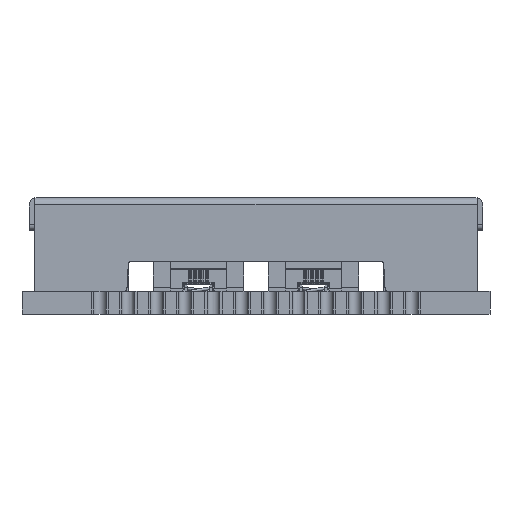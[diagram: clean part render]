
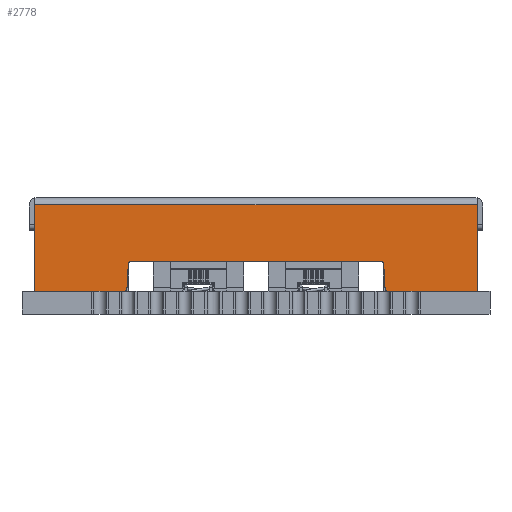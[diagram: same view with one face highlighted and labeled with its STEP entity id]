
A CAD part, front view. The second image highlights one B-rep face of the part: STEP entity #2778.
In plain terms, the highlighted face is planar.
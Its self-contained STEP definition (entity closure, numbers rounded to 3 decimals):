
#2778 = ADVANCED_FACE( '', ( #5562 ), #5563, .F. );
#5562 = FACE_OUTER_BOUND( '', #10665, .T. );
#5563 = PLANE( '', #10666 );
#10665 = EDGE_LOOP( '', ( #20845, #20846, #20847, #20848, #20849, #20850, #20851, #20852, #20853, #20854, #20855, #20856 ) );
#10666 = AXIS2_PLACEMENT_3D( '', #20857, #20858, #20859 );
#20845 = ORIENTED_EDGE( '', *, *, #26968, .T. );
#20846 = ORIENTED_EDGE( '', *, *, #26969, .T. );
#20847 = ORIENTED_EDGE( '', *, *, #26505, .F. );
#20848 = ORIENTED_EDGE( '', *, *, #26970, .F. );
#20849 = ORIENTED_EDGE( '', *, *, #26971, .T. );
#20850 = ORIENTED_EDGE( '', *, *, #26972, .T. );
#20851 = ORIENTED_EDGE( '', *, *, #26973, .F. );
#20852 = ORIENTED_EDGE( '', *, *, #26974, .T. );
#20853 = ORIENTED_EDGE( '', *, *, #26975, .T. );
#20854 = ORIENTED_EDGE( '', *, *, #26976, .T. );
#20855 = ORIENTED_EDGE( '', *, *, #26977, .T. );
#20856 = ORIENTED_EDGE( '', *, *, #26132, .T. );
#20857 = CARTESIAN_POINT( '', ( 4.5, 7.8, 1.65 ) );
#20858 = DIRECTION( '', ( -1., 0., 0. ) );
#20859 = DIRECTION( '', ( 0., 0., 1. ) );
#26132 = EDGE_CURVE( '', #29618, #29616, #29619, .T. );
#26505 = EDGE_CURVE( '', #30202, #30203, #30204, .T. );
#26968 = EDGE_CURVE( '', #29616, #30916, #30917, .T. );
#26969 = EDGE_CURVE( '', #30916, #30203, #30918, .F. );
#26970 = EDGE_CURVE( '', #30919, #30202, #30920, .T. );
#26971 = EDGE_CURVE( '', #30919, #30921, #30922, .T. );
#26972 = EDGE_CURVE( '', #30921, #30923, #30924, .T. );
#26973 = EDGE_CURVE( '', #30925, #30923, #30926, .T. );
#26974 = EDGE_CURVE( '', #30925, #30927, #30928, .F. );
#26975 = EDGE_CURVE( '', #30927, #30929, #30930, .T. );
#26976 = EDGE_CURVE( '', #30929, #30931, #30932, .T. );
#26977 = EDGE_CURVE( '', #30931, #29618, #30933, .T. );
#29616 = VERTEX_POINT( '', #34477 );
#29618 = VERTEX_POINT( '', #34480 );
#29619 = CIRCLE( '', #34481, 0.1 );
#30202 = VERTEX_POINT( '', #35278 );
#30203 = VERTEX_POINT( '', #35279 );
#30204 = LINE( '', #35280, #35281 );
#30916 = VERTEX_POINT( '', #36430 );
#30917 = LINE( '', #36431, #36432 );
#30918 = CIRCLE( '', #36433, 0.1 );
#30919 = VERTEX_POINT( '', #36434 );
#30920 = LINE( '', #36435, #36436 );
#30921 = VERTEX_POINT( '', #36437 );
#30922 = LINE( '', #36438, #36439 );
#30923 = VERTEX_POINT( '', #36440 );
#30924 = LINE( '', #36441, #36442 );
#30925 = VERTEX_POINT( '', #36443 );
#30926 = LINE( '', #36444, #36445 );
#30927 = VERTEX_POINT( '', #36446 );
#30928 = CIRCLE( '', #36447, 0.1 );
#30929 = VERTEX_POINT( '', #36448 );
#30930 = LINE( '', #36449, #36450 );
#30931 = VERTEX_POINT( '', #36451 );
#30932 = CIRCLE( '', #36452, 0.1 );
#30933 = LINE( '', #36453, #36454 );
#34477 = CARTESIAN_POINT( '', ( 4.5, 4.505, -0.685 ) );
#34480 = CARTESIAN_POINT( '', ( 4.5, 4.405, -0.59 ) );
#34481 = AXIS2_PLACEMENT_3D( '', #39630, #39631, #39632 );
#35278 = CARTESIAN_POINT( '', ( 4.5, 7.8, -1.65 ) );
#35279 = CARTESIAN_POINT( '', ( 4.5, 4.65, -1.65 ) );
#35280 = CARTESIAN_POINT( '', ( 4.5, 7.8, -1.65 ) );
#35281 = VECTOR( '', #40074, 1000. );
#36430 = CARTESIAN_POINT( '', ( 4.5, 4.55, -1.555 ) );
#36431 = CARTESIAN_POINT( '', ( 4.5, 4.5, -0.59 ) );
#36432 = VECTOR( '', #40587, 1000. );
#36433 = AXIS2_PLACEMENT_3D( '', #40588, #40589, #40590 );
#36434 = CARTESIAN_POINT( '', ( 4.5, 7.8, 1.4 ) );
#36435 = CARTESIAN_POINT( '', ( 4.5, 7.8, 1.65 ) );
#36436 = VECTOR( '', #40591, 1000. );
#36437 = CARTESIAN_POINT( '', ( 4.5, -7.8, 1.4 ) );
#36438 = CARTESIAN_POINT( '', ( 4.5, 7.8, 1.4 ) );
#36439 = VECTOR( '', #40592, 1000. );
#36440 = CARTESIAN_POINT( '', ( 4.5, -7.8, -1.65 ) );
#36441 = CARTESIAN_POINT( '', ( 4.5, -7.8, 1.65 ) );
#36442 = VECTOR( '', #40593, 1000. );
#36443 = CARTESIAN_POINT( '', ( 4.5, -4.65, -1.65 ) );
#36444 = CARTESIAN_POINT( '', ( 4.5, 7.8, -1.65 ) );
#36445 = VECTOR( '', #40594, 1000. );
#36446 = CARTESIAN_POINT( '', ( 4.5, -4.55, -1.555 ) );
#36447 = AXIS2_PLACEMENT_3D( '', #40595, #40596, #40597 );
#36448 = CARTESIAN_POINT( '', ( 4.5, -4.505, -0.685 ) );
#36449 = CARTESIAN_POINT( '', ( 4.5, -4.5, -0.59 ) );
#36450 = VECTOR( '', #40598, 1000. );
#36451 = CARTESIAN_POINT( '', ( 4.5, -4.405, -0.59 ) );
#36452 = AXIS2_PLACEMENT_3D( '', #40599, #40600, #40601 );
#36453 = CARTESIAN_POINT( '', ( 4.5, -4.5, -0.59 ) );
#36454 = VECTOR( '', #40602, 1000. );
#39630 = CARTESIAN_POINT( '', ( 4.5, 4.405, -0.69 ) );
#39631 = DIRECTION( '', ( -1., 0., 0. ) );
#39632 = DIRECTION( '', ( 0., 0., 1. ) );
#40074 = DIRECTION( '', ( 0., -1., 0. ) );
#40587 = DIRECTION( '', ( 0., 0.052, -0.999 ) );
#40588 = CARTESIAN_POINT( '', ( 4.5, 4.65, -1.55 ) );
#40589 = DIRECTION( '', ( -1., 0., 0. ) );
#40590 = DIRECTION( '', ( 0., 0., 1. ) );
#40591 = DIRECTION( '', ( 0., 0., -1. ) );
#40592 = DIRECTION( '', ( 0., -1., 0. ) );
#40593 = DIRECTION( '', ( 0., 0., -1. ) );
#40594 = DIRECTION( '', ( 0., -1., 0. ) );
#40595 = CARTESIAN_POINT( '', ( 4.5, -4.65, -1.55 ) );
#40596 = DIRECTION( '', ( -1., 0., 0. ) );
#40597 = DIRECTION( '', ( 0., 0., 1. ) );
#40598 = DIRECTION( '', ( 0., 0.052, 0.999 ) );
#40599 = CARTESIAN_POINT( '', ( 4.5, -4.405, -0.69 ) );
#40600 = DIRECTION( '', ( -1., 0., 0. ) );
#40601 = DIRECTION( '', ( 0., 0., 1. ) );
#40602 = DIRECTION( '', ( 0., 1., 0. ) );
